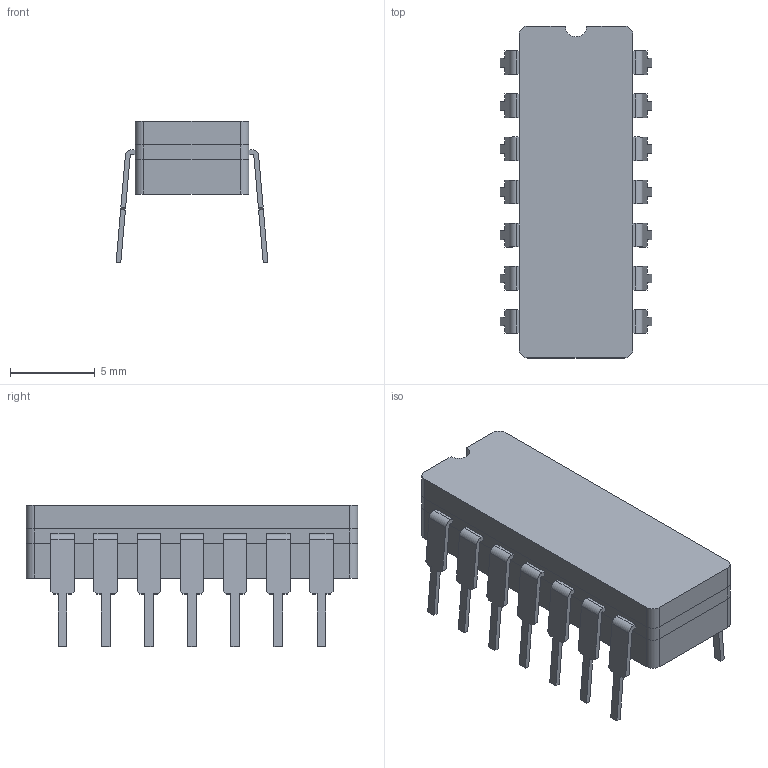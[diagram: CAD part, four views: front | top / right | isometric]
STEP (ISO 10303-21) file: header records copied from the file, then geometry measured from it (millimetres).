
FILE_DESCRIPTION((''),'2;1');
FILE_NAME('J0014A_ASM','2017-12-19T12:31:25',('a0412086'),(''),'CREO PARAMETRIC BY PTC INC, 2017260','CREO PARAMETRIC BY PTC INC, 2017260','');
FILE_SCHEMA(('AUTOMOTIVE_DESIGN { 1 0 10303 214 1 1 1 1 }'));
Length unit declared in the file: inch
Products named in the file (5): BASE-CDIP; LID-CDIP; GLASS-CDIP; LEAD-CDIP; J0014A_ASM
Assembly tree (17 placements, depth 2):
  J0014A_ASM
    BASE-CDIP
    LID-CDIP
    GLASS-CDIP
    LEAD-CDIP  x14
Bounding box: 8.94 x 19.55 x 8.34 mm (x, y, z)
Volume: 558.2 mm3; surface area: 1276.2 mm2
Topology: 17 solids, 17 shells, 294 faces, 758 edges, 500 vertices
Faces by surface type: plane 227, cylinder 59, torus 8
Entity records: 3922 total; most frequent: DIRECTION 567, CARTESIAN_POINT 527, ORIENTED_EDGE 424, PRESENTATION_STYLE_ASSIGNMENT 216, STYLED_ITEM 216, CURVE_STYLE 212, EDGE_CURVE 212, AXIS2_PLACEMENT_3D 207
